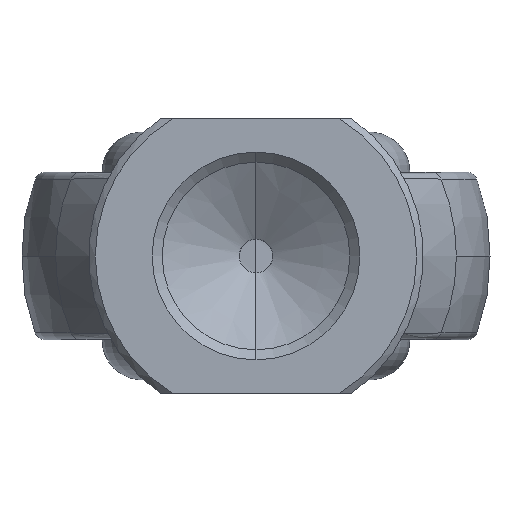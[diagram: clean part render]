
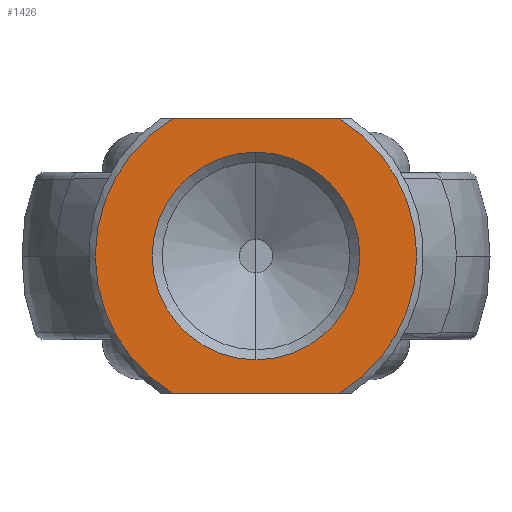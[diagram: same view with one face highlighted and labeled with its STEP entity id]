
A CAD part, left-side view. The second image highlights one B-rep face of the part: STEP entity #1426.
In plain terms, the highlighted planar face has unit normal (-1, 0, 0).
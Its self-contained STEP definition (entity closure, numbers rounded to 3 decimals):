
#171 = CARTESIAN_POINT ( 'NONE',  ( 0., 14.309, 20.5 ) ) ;
#172 = DIRECTION ( 'NONE',  ( 0., -1., 0. ) ) ;
#173 = CARTESIAN_POINT ( 'NONE',  ( 0., 14.309, -20.5 ) ) ;
#174 = DIRECTION ( 'NONE',  ( 0., 1., 0. ) ) ;
#175 = CARTESIAN_POINT ( 'NONE',  ( 0., 0., 0. ) ) ;
#182 = DIRECTION ( 'NONE',  ( 1., 0., 0. ) ) ;
#183 = DIRECTION ( 'NONE',  ( 0., 0., -1. ) ) ;
#184 = CARTESIAN_POINT ( 'NONE',  ( 0., 0., 0. ) ) ;
#191 = DIRECTION ( 'NONE',  ( -1., 0., 0. ) ) ;
#192 = DIRECTION ( 'NONE',  ( 0., 0., -1. ) ) ;
#220 = CARTESIAN_POINT ( 'NONE',  ( 0., 0., 0. ) ) ;
#229 = DIRECTION ( 'NONE',  ( -1., 0., 0. ) ) ;
#230 = DIRECTION ( 'NONE',  ( 0., 0., -1. ) ) ;
#379 = VERTEX_POINT ( 'NONE', #479 ) ;
#380 = VERTEX_POINT ( 'NONE', #467 ) ;
#383 = VERTEX_POINT ( 'NONE', #468 ) ;
#407 = VERTEX_POINT ( 'NONE', #508 ) ;
#421 = VERTEX_POINT ( 'NONE', #522 ) ;
#460 = VERTEX_POINT ( 'NONE', #561 ) ;
#467 = CARTESIAN_POINT ( 'NONE',  ( 0., 12.48, 20.5 ) ) ;
#468 = CARTESIAN_POINT ( 'NONE',  ( 0., 12.48, -20.5 ) ) ;
#479 = CARTESIAN_POINT ( 'NONE',  ( 0., -12.48, 20.5 ) ) ;
#508 = CARTESIAN_POINT ( 'NONE',  ( 0., 0., -15.5 ) ) ;
#522 = CARTESIAN_POINT ( 'NONE',  ( 0., 0., 15.5 ) ) ;
#561 = CARTESIAN_POINT ( 'NONE',  ( 0., -12.48, -20.5 ) ) ;
#572 = AXIS2_PLACEMENT_3D ( 'NONE', #1311, #1313, #1314 ) ;
#646 = AXIS2_PLACEMENT_3D ( 'NONE', #220, #229, #230 ) ;
#656 = AXIS2_PLACEMENT_3D ( 'NONE', #175, #182, #183 ) ;
#657 = AXIS2_PLACEMENT_3D ( 'NONE', #184, #191, #192 ) ;
#687 = AXIS2_PLACEMENT_3D ( 'NONE', #1054, #1055, #1056 ) ;
#722 = EDGE_CURVE ( 'NONE', #421, #407, #764, .T. ) ;
#764 = CIRCLE ( 'NONE', #687, 15.5 ) ;
#873 = CIRCLE ( 'NONE', #646, 24. ) ;
#878 = CIRCLE ( 'NONE', #657, 24. ) ;
#885 = CIRCLE ( 'NONE', #656, 15.5 ) ;
#906 = LINE ( 'NONE', #171, #934 ) ;
#927 = LINE ( 'NONE', #173, #928 ) ;
#928 = VECTOR ( 'NONE', #174, 1000. ) ;
#934 = VECTOR ( 'NONE', #172, 1000. ) ;
#1054 = CARTESIAN_POINT ( 'NONE',  ( 0., 0., 0. ) ) ;
#1055 = DIRECTION ( 'NONE',  ( 1., 0., 0. ) ) ;
#1056 = DIRECTION ( 'NONE',  ( 0., 0., -1. ) ) ;
#1311 = CARTESIAN_POINT ( 'NONE',  ( 0., 14., 0. ) ) ;
#1312 = PLANE ( 'NONE',  #572 ) ;
#1313 = DIRECTION ( 'NONE',  ( 1., 0., 0. ) ) ;
#1314 = DIRECTION ( 'NONE',  ( 0., 0., -1. ) ) ;
#1426 = ADVANCED_FACE ( 'NONE', ( #1750, #1743 ), #1312, .F. ) ;
#1542 = ORIENTED_EDGE ( 'NONE', *, *, #722, .T. ) ;
#1544 = ORIENTED_EDGE ( 'NONE', *, *, #2170, .T. ) ;
#1545 = ORIENTED_EDGE ( 'NONE', *, *, #2167, .F. ) ;
#1546 = ORIENTED_EDGE ( 'NONE', *, *, #2185, .T. ) ;
#1547 = ORIENTED_EDGE ( 'NONE', *, *, #2166, .F. ) ;
#1548 = ORIENTED_EDGE ( 'NONE', *, *, #2174, .T. ) ;
#1724 = EDGE_LOOP ( 'NONE', ( #1542, #1544 ) ) ;
#1726 = EDGE_LOOP ( 'NONE', ( #1545, #1546, #1547, #1548 ) ) ;
#1743 = FACE_OUTER_BOUND ( 'NONE', #1726, .T. ) ;
#1750 = FACE_BOUND ( 'NONE', #1724, .T. ) ;
#2166 = EDGE_CURVE ( 'NONE', #380, #379, #906, .T. ) ;
#2167 = EDGE_CURVE ( 'NONE', #460, #383, #927, .T. ) ;
#2170 = EDGE_CURVE ( 'NONE', #407, #421, #885, .T. ) ;
#2174 = EDGE_CURVE ( 'NONE', #380, #383, #878, .T. ) ;
#2185 = EDGE_CURVE ( 'NONE', #460, #379, #873, .T. ) ;
